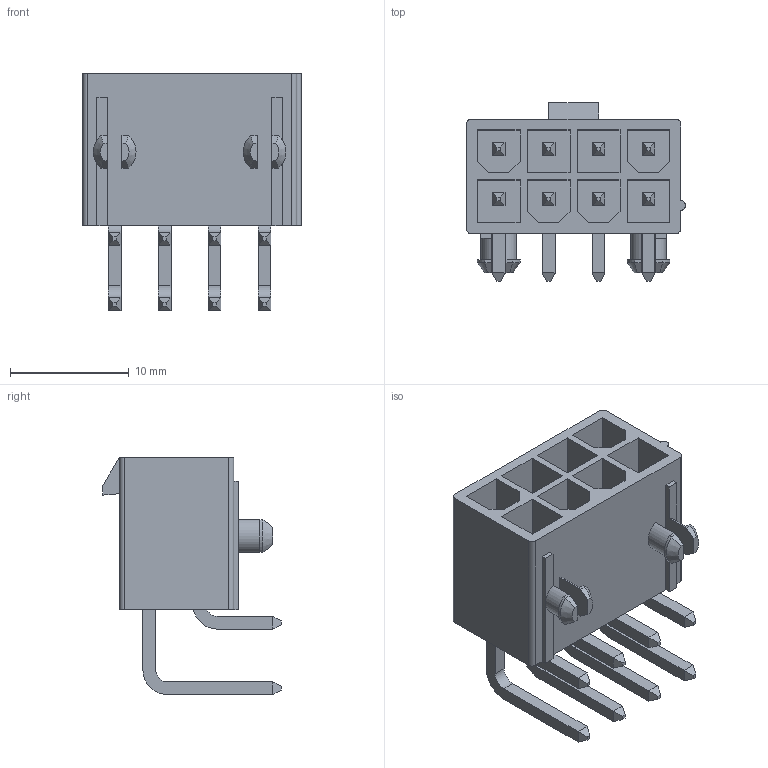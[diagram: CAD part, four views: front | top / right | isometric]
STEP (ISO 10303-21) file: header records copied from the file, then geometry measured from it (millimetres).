
FILE_DESCRIPTION(/* description */ ('STEP AP214'),/* implementation_level */ '2;1');
FILE_NAME(/* name */ '26013144',/* time_stamp */ '2023-02-25T15:43:53+01:00',/* author */ ('License CC BY-ND 4.0'),/* organization */ ('CADENAS'),/* preprocessor_version */ 'ST-DEVELOPER v18.102',/* originating_system */ 'PARTsolutions',/* authorisation */ ' ');
FILE_SCHEMA (('TECHNICAL_DATA_PACKAGING','AP242_MANAGED_MODEL_BASED_3D_ENGINEERING_MIM_LF { 1 0 10303 442 1 1 4 }','AUTOMOTIVE_DESIGN {1 0 10303 214 3 1 1}'));
Length unit declared in the file: millimetre
Products named in the file (2): 26013144; 26013144_PART1
Assembly tree (1 placements, depth 2):
  26013144
    26013144_PART1
Bounding box: 18.4 x 15 x 19.93 mm (x, y, z)
Volume: 1497.4 mm3; surface area: 2735.9 mm2
Topology: 1 solids, 1 shells, 281 faces, 675 edges, 422 vertices
Faces by surface type: plane 248, cylinder 29, cone 4
Entity records: 7989 total; most frequent: CARTESIAN_POINT 1380, ORIENTED_EDGE 1350, DIRECTION 1313, EDGE_CURVE 675, LINE 603, VECTOR 603, VERTEX_POINT 422, AXIS2_PLACEMENT_3D 355
